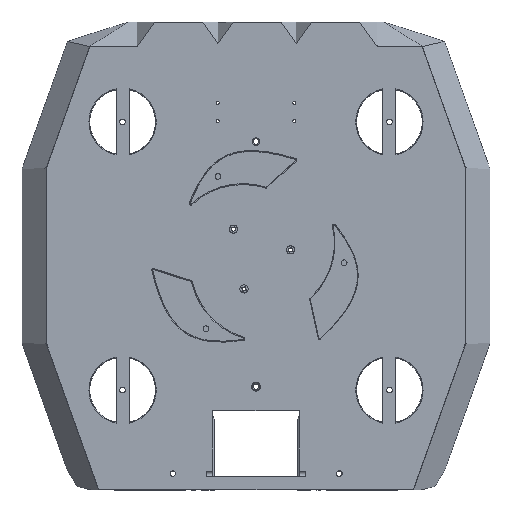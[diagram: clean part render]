
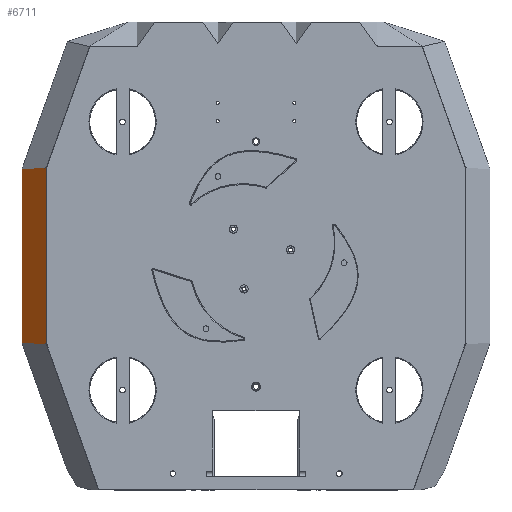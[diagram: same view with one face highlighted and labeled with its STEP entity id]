
A CAD part, top view. The second image highlights one B-rep face of the part: STEP entity #6711.
In plain terms, the highlighted planar face has unit normal (-0.707, 0, 0.707).
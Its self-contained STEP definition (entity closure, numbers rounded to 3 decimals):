
#3983 = VERTEX_POINT('',#3984);
#3984 = CARTESIAN_POINT('',(-146.831,-51.257,
    2.1));
#3990 = EDGE_CURVE('',#3991,#3983,#3993,.T.);
#3991 = VERTEX_POINT('',#3992);
#3992 = CARTESIAN_POINT('',(-146.831,55.125,
    2.1));
#3993 = LINE('',#3994,#3995);
#3994 = CARTESIAN_POINT('',(-146.831,1.997,
    2.1));
#3995 = VECTOR('',#3996,1.);
#3996 = DIRECTION('',(0.,-1.,-0.));
#6684 = EDGE_CURVE('',#6685,#6687,#6689,.T.);
#6685 = VERTEX_POINT('',#6686);
#6686 = CARTESIAN_POINT('',(-131.895,55.881,
    17.036));
#6687 = VERTEX_POINT('',#6688);
#6688 = CARTESIAN_POINT('',(-146.789,55.252,
    2.142));
#6689 = LINE('',#6690,#6691);
#6690 = CARTESIAN_POINT('',(-140.49,55.518,
    8.442));
#6691 = VECTOR('',#6692,1.);
#6692 = DIRECTION('',(-0.707,-0.03,
    -0.707));
#6711 = ADVANCED_FACE('',(#6712),#6754,.T.);
#6712 = FACE_BOUND('',#6713,.T.);
#6713 = EDGE_LOOP('',(#6714,#6722,#6731,#6739,#6746,#6747,#6753));
#6714 = ORIENTED_EDGE('',*,*,#6715,.F.);
#6715 = EDGE_CURVE('',#6716,#3983,#6718,.T.);
#6716 = VERTEX_POINT('',#6717);
#6717 = CARTESIAN_POINT('',(-131.895,-51.887,
    17.036));
#6718 = LINE('',#6719,#6720);
#6719 = CARTESIAN_POINT('',(-135.637,-51.729,
    13.295));
#6720 = VECTOR('',#6721,1.);
#6721 = DIRECTION('',(-0.707,0.03,-0.707)
  );
#6722 = ORIENTED_EDGE('',*,*,#6723,.F.);
#6723 = EDGE_CURVE('',#6724,#6716,#6726,.T.);
#6724 = VERTEX_POINT('',#6725);
#6725 = CARTESIAN_POINT('',(-131.89,-51.886,
    17.042));
#6726 = ELLIPSE('',#6727,0.843,0.2);
#6727 = AXIS2_PLACEMENT_3D('',#6728,#6729,#6730);
#6728 = CARTESIAN_POINT('',(-132.031,-51.068,
    16.9));
#6729 = DIRECTION('',(0.707,0.,-0.707
    ));
#6730 = DIRECTION('',(-0.173,0.97,-0.173));
#6731 = ORIENTED_EDGE('',*,*,#6732,.F.);
#6732 = EDGE_CURVE('',#6733,#6724,#6735,.T.);
#6733 = VERTEX_POINT('',#6734);
#6734 = CARTESIAN_POINT('',(-131.89,55.88,
    17.042));
#6735 = LINE('',#6736,#6737);
#6736 = CARTESIAN_POINT('',(-131.89,1.997,
    17.042));
#6737 = VECTOR('',#6738,1.);
#6738 = DIRECTION('',(0.,-1.,0.));
#6739 = ORIENTED_EDGE('',*,*,#6740,.F.);
#6740 = EDGE_CURVE('',#6685,#6733,#6741,.T.);
#6741 = ELLIPSE('',#6742,0.843,0.2);
#6742 = AXIS2_PLACEMENT_3D('',#6743,#6744,#6745);
#6743 = CARTESIAN_POINT('',(-132.031,55.062,
    16.9));
#6744 = DIRECTION('',(0.707,0.,-0.707
    ));
#6745 = DIRECTION('',(0.173,0.97,0.173));
#6746 = ORIENTED_EDGE('',*,*,#6684,.T.);
#6747 = ORIENTED_EDGE('',*,*,#6748,.T.);
#6748 = EDGE_CURVE('',#6687,#3991,#6749,.T.);
#6749 = LINE('',#6750,#6751);
#6750 = CARTESIAN_POINT('',(-159.894,15.552,
    -10.962));
#6751 = VECTOR('',#6752,1.);
#6752 = DIRECTION('',(-0.299,-0.906,-0.299));
#6753 = ORIENTED_EDGE('',*,*,#3990,.T.);
#6754 = PLANE('',#6755);
#6755 = AXIS2_PLACEMENT_3D('',#6756,#6757,#6758);
#6756 = CARTESIAN_POINT('',(-139.361,1.997,
    9.571));
#6757 = DIRECTION('',(-0.707,0.,0.707));
#6758 = DIRECTION('',(0.707,0.,0.707));
